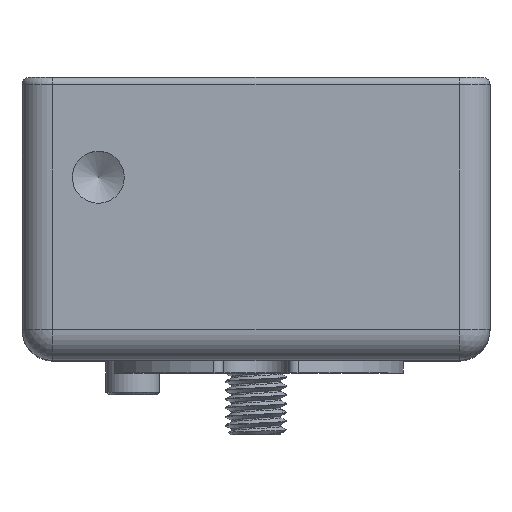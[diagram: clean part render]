
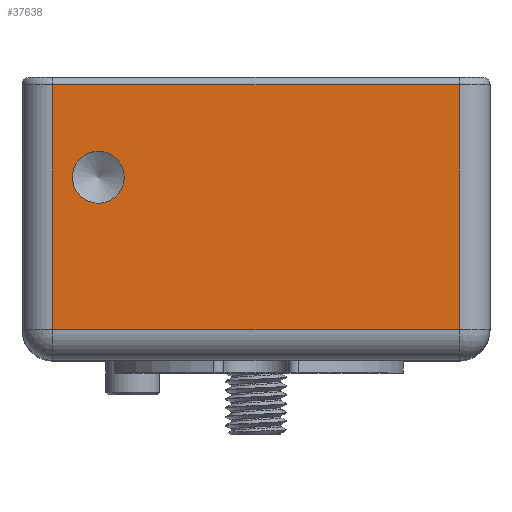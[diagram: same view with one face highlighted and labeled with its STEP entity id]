
A CAD part, top view. The second image highlights one B-rep face of the part: STEP entity #37638.
In plain terms, the highlighted planar face has unit normal (0, 0, 1).
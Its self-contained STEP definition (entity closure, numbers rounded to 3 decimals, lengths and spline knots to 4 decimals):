
#4606=FACE_BOUND('',#11020,.T.);
#4976=CIRCLE('',#40412,0.1055);
#4977=CIRCLE('',#40413,0.1055);
#8772=FACE_OUTER_BOUND('',#11019,.T.);
#11019=EDGE_LOOP('',(#25592,#25593,#25594,#25595));
#11020=EDGE_LOOP('',(#25596,#25597));
#13493=LINE('',#56333,#14600);
#13507=LINE('',#56384,#14614);
#13512=LINE('',#56417,#14619);
#13517=LINE('',#56425,#14624);
#14600=VECTOR('',#45465,0.3937);
#14614=VECTOR('',#45523,0.3937);
#14619=VECTOR('',#45570,0.3937);
#14624=VECTOR('',#45581,0.3937);
#15726=VERTEX_POINT('',#56326);
#15728=VERTEX_POINT('',#56331);
#15743=VERTEX_POINT('',#56383);
#15746=VERTEX_POINT('',#56394);
#15795=VERTEX_POINT('',#56560);
#15796=VERTEX_POINT('',#56561);
#19180=EDGE_CURVE('',#15728,#15726,#13493,.T.);
#19206=EDGE_CURVE('',#15726,#15743,#13507,.T.);
#19223=EDGE_CURVE('',#15743,#15746,#13512,.T.);
#19228=EDGE_CURVE('',#15746,#15728,#13517,.T.);
#19290=EDGE_CURVE('',#15795,#15796,#4976,.T.);
#19291=EDGE_CURVE('',#15796,#15795,#4977,.T.);
#25592=ORIENTED_EDGE('',*,*,#19180,.F.);
#25593=ORIENTED_EDGE('',*,*,#19228,.F.);
#25594=ORIENTED_EDGE('',*,*,#19223,.F.);
#25595=ORIENTED_EDGE('',*,*,#19206,.F.);
#25596=ORIENTED_EDGE('',*,*,#19290,.T.);
#25597=ORIENTED_EDGE('',*,*,#19291,.T.);
#36788=PLANE('',#40420);
#37638=ADVANCED_FACE('',(#8772,#4606),#36788,.T.);
#40412=AXIS2_PLACEMENT_3D('',#56562,#45733,#45734);
#40413=AXIS2_PLACEMENT_3D('',#56563,#45735,#45736);
#40420=AXIS2_PLACEMENT_3D('',#56577,#45753,#45754);
#45465=DIRECTION('',(1.,0.,0.));
#45523=DIRECTION('',(0.,-1.,0.));
#45570=DIRECTION('',(-1.,0.,0.));
#45581=DIRECTION('',(0.,1.,0.));
#45733=DIRECTION('center_axis',(0.,0.,-1.));
#45734=DIRECTION('ref_axis',(1.,0.,0.));
#45735=DIRECTION('center_axis',(0.,0.,-1.));
#45736=DIRECTION('ref_axis',(1.,0.,0.));
#45753=DIRECTION('center_axis',(0.,0.,1.));
#45754=DIRECTION('ref_axis',(1.,0.,0.));
#56326=CARTESIAN_POINT('',(0.8255,1.12,0.9505));
#56331=CARTESIAN_POINT('',(-0.8255,1.12,0.9505));
#56333=CARTESIAN_POINT('',(-0.4753,1.12,0.9505));
#56383=CARTESIAN_POINT('',(0.8255,0.125,0.9505));
#56384=CARTESIAN_POINT('',(0.8255,0.,0.9505));
#56394=CARTESIAN_POINT('',(-0.8255,0.125,0.9505));
#56417=CARTESIAN_POINT('',(-0.4753,0.125,0.9505));
#56425=CARTESIAN_POINT('',(-0.8255,0.,0.9505));
#56560=CARTESIAN_POINT('',(-0.535,0.744,0.9505));
#56561=CARTESIAN_POINT('',(-0.746,0.744,0.9505));
#56562=CARTESIAN_POINT('Origin',(-0.6405,0.744,0.9505));
#56563=CARTESIAN_POINT('Origin',(-0.6405,0.744,0.9505));
#56577=CARTESIAN_POINT('Origin',(-0.9505,0.,0.9505));
